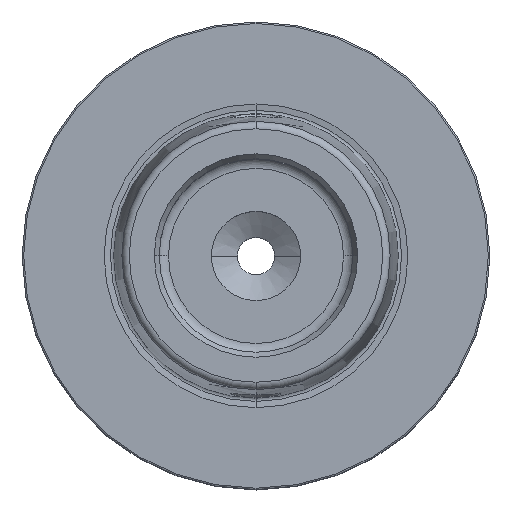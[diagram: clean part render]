
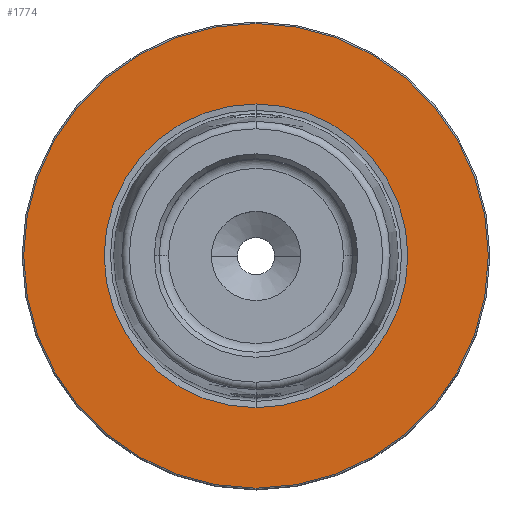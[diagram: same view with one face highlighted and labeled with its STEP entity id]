
A CAD part, top view. The second image highlights one B-rep face of the part: STEP entity #1774.
In plain terms, the highlighted planar face has unit normal (0, 0, 1).
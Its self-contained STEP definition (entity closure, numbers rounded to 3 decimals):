
#44 = DIRECTION ( 'NONE',  ( 0., 1., 0. ) ) ;
#272 = CARTESIAN_POINT ( 'NONE',  ( 0., -31.27, 0. ) ) ;
#354 = CARTESIAN_POINT ( 'NONE',  ( 0., 0., 0. ) ) ;
#371 = CARTESIAN_POINT ( 'NONE',  ( 0., 0., 0. ) ) ;
#611 = EDGE_LOOP ( 'NONE', ( #1551, #3742 ) ) ;
#636 = CARTESIAN_POINT ( 'NONE',  ( 0., 0., 0. ) ) ;
#637 = FACE_OUTER_BOUND ( 'NONE', #2045, .T. ) ;
#661 = DIRECTION ( 'NONE',  ( 0., -1., 0. ) ) ;
#704 = CARTESIAN_POINT ( 'NONE',  ( 0., 0., 0. ) ) ;
#732 = AXIS2_PLACEMENT_3D ( 'NONE', #636, #1626, #4029 ) ;
#938 = CIRCLE ( 'NONE', #732, 20.434 ) ;
#942 = VERTEX_POINT ( 'NONE', #272 ) ;
#975 = EDGE_CURVE ( 'NONE', #2431, #942, #2471, .T. ) ;
#1014 = CIRCLE ( 'NONE', #2200, 20.434 ) ;
#1274 = DIRECTION ( 'NONE',  ( 0., 0., 1. ) ) ;
#1410 = DIRECTION ( 'NONE',  ( 0., -1., 0. ) ) ;
#1551 = ORIENTED_EDGE ( 'NONE', *, *, #3133, .T. ) ;
#1623 = AXIS2_PLACEMENT_3D ( 'NONE', #704, #4129, #1410 ) ;
#1626 = DIRECTION ( 'NONE',  ( 0., 0., -1. ) ) ;
#1700 = DIRECTION ( 'NONE',  ( 0., 0., -1. ) ) ;
#1774 = ADVANCED_FACE ( 'NONE', ( #637, #3279 ), #4286, .T. ) ;
#1841 = ORIENTED_EDGE ( 'NONE', *, *, #975, .T. ) ;
#1955 = CARTESIAN_POINT ( 'NONE',  ( 0., 31.47, 0. ) ) ;
#1973 = DIRECTION ( 'NONE',  ( 0., 0., 1. ) ) ;
#1980 = DIRECTION ( 'NONE',  ( 0., -1., 0. ) ) ;
#1981 = AXIS2_PLACEMENT_3D ( 'NONE', #371, #1973, #661 ) ;
#2045 = EDGE_LOOP ( 'NONE', ( #3413, #1841 ) ) ;
#2200 = AXIS2_PLACEMENT_3D ( 'NONE', #354, #1700, #44 ) ;
#2328 = CARTESIAN_POINT ( 'NONE',  ( 0., 31.27, 0. ) ) ;
#2349 = CARTESIAN_POINT ( 'NONE',  ( 0., -20.434, 0. ) ) ;
#2431 = VERTEX_POINT ( 'NONE', #2328 ) ;
#2471 = CIRCLE ( 'NONE', #1981, 31.27 ) ;
#2493 = EDGE_CURVE ( 'NONE', #942, #2431, #3657, .T. ) ;
#2687 = AXIS2_PLACEMENT_3D ( 'NONE', #1955, #1274, #1980 ) ;
#2878 = VERTEX_POINT ( 'NONE', #2349 ) ;
#3133 = EDGE_CURVE ( 'NONE', #2878, #3730, #938, .T. ) ;
#3193 = EDGE_CURVE ( 'NONE', #3730, #2878, #1014, .T. ) ;
#3279 = FACE_BOUND ( 'NONE', #611, .T. ) ;
#3413 = ORIENTED_EDGE ( 'NONE', *, *, #2493, .T. ) ;
#3657 = CIRCLE ( 'NONE', #1623, 31.27 ) ;
#3730 = VERTEX_POINT ( 'NONE', #4165 ) ;
#3742 = ORIENTED_EDGE ( 'NONE', *, *, #3193, .T. ) ;
#4029 = DIRECTION ( 'NONE',  ( 0., 1., 0. ) ) ;
#4129 = DIRECTION ( 'NONE',  ( 0., 0., 1. ) ) ;
#4165 = CARTESIAN_POINT ( 'NONE',  ( 0., 20.434, 0. ) ) ;
#4286 = PLANE ( 'NONE',  #2687 ) ;
